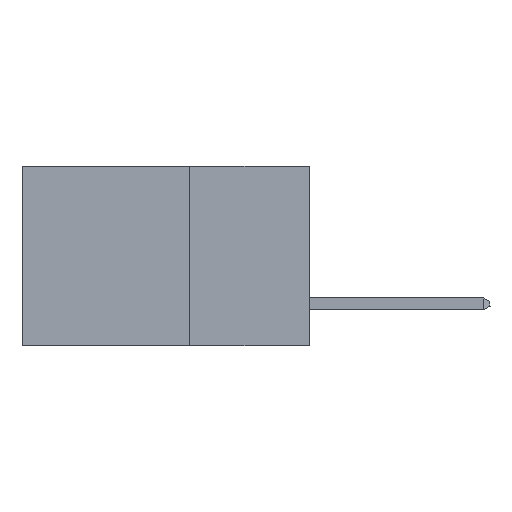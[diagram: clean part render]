
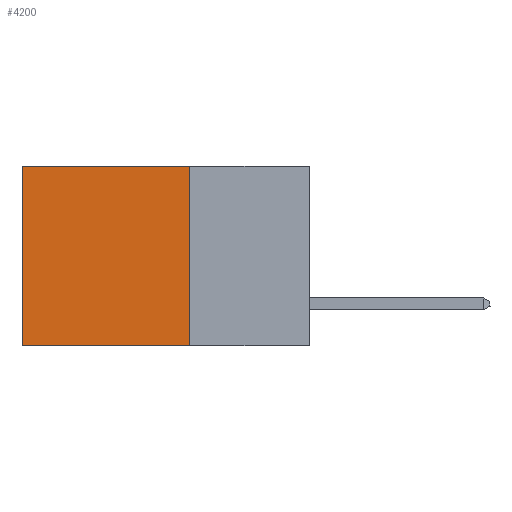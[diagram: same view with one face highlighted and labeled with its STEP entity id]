
A CAD part, left-side view. The second image highlights one B-rep face of the part: STEP entity #4200.
In plain terms, the highlighted planar face has unit normal (-1, 0, 0).
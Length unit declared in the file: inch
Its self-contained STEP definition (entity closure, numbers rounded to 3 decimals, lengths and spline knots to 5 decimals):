
#693 = EDGE_CURVE ( 'NONE', #8362, #6433, #18400, .T. ) ;
#2020 = CARTESIAN_POINT ( 'NONE',  ( 0.2875, 0.25, 0. ) ) ;
#2417 = ORIENTED_EDGE ( 'NONE', *, *, #693, .T. ) ;
#2544 = DIRECTION ( 'NONE',  ( 1., 0., 0. ) ) ;
#2620 = CARTESIAN_POINT ( 'NONE',  ( 0.2875, 0.25, 0. ) ) ;
#3170 = VECTOR ( 'NONE', #8501, 39.37008 ) ;
#3599 = AXIS2_PLACEMENT_3D ( 'NONE', #10714, #2544, #4098 ) ;
#3741 = CARTESIAN_POINT ( 'NONE',  ( 0.2875, 0.6, -0.375 ) ) ;
#3816 = DIRECTION ( 'NONE',  ( 0., 0., -1. ) ) ;
#4098 = DIRECTION ( 'NONE',  ( 0., 0., -1. ) ) ;
#4193 = LINE ( 'NONE', #2020, #3170 ) ;
#4200 = ADVANCED_FACE ( 'NONE', ( #13059 ), #14027, .F. ) ;
#4726 = VECTOR ( 'NONE', #8705, 39.37008 ) ;
#6433 = VERTEX_POINT ( 'NONE', #20719 ) ;
#7239 = DIRECTION ( 'NONE',  ( 0., 1., 0. ) ) ;
#7761 = ORIENTED_EDGE ( 'NONE', *, *, #11667, .F. ) ;
#8362 = VERTEX_POINT ( 'NONE', #20325 ) ;
#8501 = DIRECTION ( 'NONE',  ( 0., 1., 0. ) ) ;
#8705 = DIRECTION ( 'NONE',  ( 0., 0., -1. ) ) ;
#9957 = CARTESIAN_POINT ( 'NONE',  ( 0.2875, 0.25, -0.375 ) ) ;
#10126 = VERTEX_POINT ( 'NONE', #9957 ) ;
#10432 = ORIENTED_EDGE ( 'NONE', *, *, #20416, .T. ) ;
#10714 = CARTESIAN_POINT ( 'NONE',  ( 0.2875, 0.25, -0.375 ) ) ;
#11058 = LINE ( 'NONE', #18343, #4726 ) ;
#11667 = EDGE_CURVE ( 'NONE', #10126, #6433, #20185, .T. ) ;
#13059 = FACE_OUTER_BOUND ( 'NONE', #15238, .T. ) ;
#13631 = EDGE_CURVE ( 'NONE', #15291, #10126, #11058, .T. ) ;
#14027 = PLANE ( 'NONE',  #3599 ) ;
#15238 = EDGE_LOOP ( 'NONE', ( #2417, #7761, #20780, #10432 ) ) ;
#15291 = VERTEX_POINT ( 'NONE', #2620 ) ;
#17637 = VECTOR ( 'NONE', #7239, 39.37008 ) ;
#18156 = VECTOR ( 'NONE', #3816, 39.37008 ) ;
#18342 = CARTESIAN_POINT ( 'NONE',  ( 0.2875, 0.25, -0.375 ) ) ;
#18343 = CARTESIAN_POINT ( 'NONE',  ( 0.2875, 0.25, -0.375 ) ) ;
#18400 = LINE ( 'NONE', #3741, #18156 ) ;
#20185 = LINE ( 'NONE', #18342, #17637 ) ;
#20325 = CARTESIAN_POINT ( 'NONE',  ( 0.2875, 0.6, 0. ) ) ;
#20416 = EDGE_CURVE ( 'NONE', #15291, #8362, #4193, .T. ) ;
#20719 = CARTESIAN_POINT ( 'NONE',  ( 0.2875, 0.6, -0.375 ) ) ;
#20780 = ORIENTED_EDGE ( 'NONE', *, *, #13631, .F. ) ;
